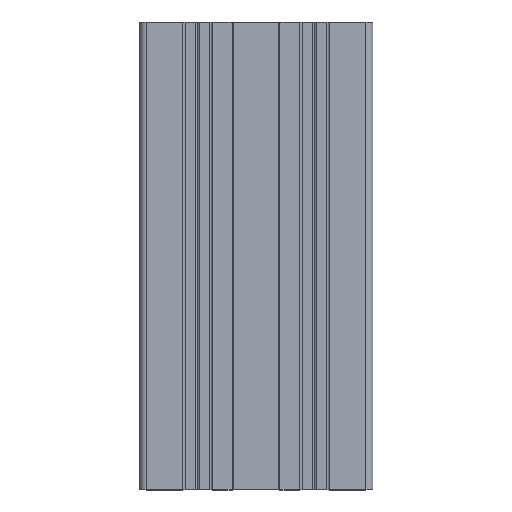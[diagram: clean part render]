
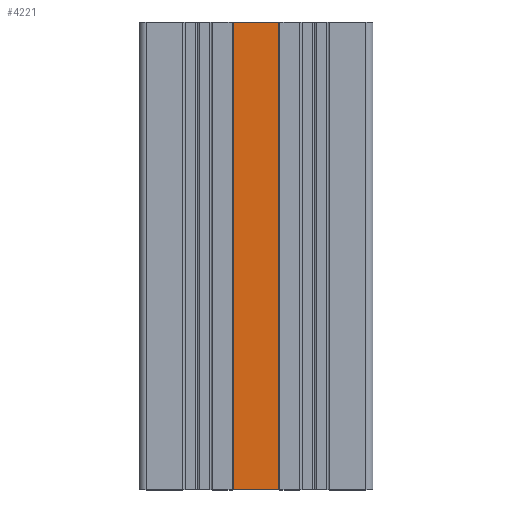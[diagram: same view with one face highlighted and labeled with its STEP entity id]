
A CAD part, top view. The second image highlights one B-rep face of the part: STEP entity #4221.
In plain terms, the highlighted planar face has unit normal (0, 0, 1).
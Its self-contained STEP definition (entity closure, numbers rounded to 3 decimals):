
#788 = PLANE ( 'NONE',  #3288 ) ;
#880 = ORIENTED_EDGE ( 'NONE', *, *, #12783, .F. ) ;
#952 = EDGE_CURVE ( 'NONE', #10139, #8695, #1936, .T. ) ;
#1342 = DIRECTION ( 'NONE',  ( 0., 1., 0. ) ) ;
#1582 = DIRECTION ( 'NONE',  ( 1., 0., 0. ) ) ;
#1936 = LINE ( 'NONE', #3514, #5960 ) ;
#2471 = EDGE_LOOP ( 'NONE', ( #9292, #9259, #880, #7045 ) ) ;
#2706 = CARTESIAN_POINT ( 'NONE',  ( -9.8, 0., 24. ) ) ;
#2922 = LINE ( 'NONE', #9883, #9189 ) ;
#3288 = AXIS2_PLACEMENT_3D ( 'NONE', #2706, #7965, #9903 ) ;
#3514 = CARTESIAN_POINT ( 'NONE',  ( -9.8, 0., 24. ) ) ;
#3526 = CARTESIAN_POINT ( 'NONE',  ( 9.8, 0., 24. ) ) ;
#3730 = DIRECTION ( 'NONE',  ( 1., 0., 0. ) ) ;
#3845 = CARTESIAN_POINT ( 'NONE',  ( -9.8, 0., 24. ) ) ;
#4221 = ADVANCED_FACE ( 'NONE', ( #12368 ), #788, .T. ) ;
#4469 = VECTOR ( 'NONE', #1342, 1000. ) ;
#4546 = VERTEX_POINT ( 'NONE', #7687 ) ;
#4656 = EDGE_CURVE ( 'NONE', #12709, #10139, #4835, .T. ) ;
#4835 = LINE ( 'NONE', #3845, #9980 ) ;
#5960 = VECTOR ( 'NONE', #3730, 1000. ) ;
#5986 = DIRECTION ( 'NONE',  ( 0., -1., 0. ) ) ;
#6434 = CARTESIAN_POINT ( 'NONE',  ( -9.8, 0., 24. ) ) ;
#6447 = CARTESIAN_POINT ( 'NONE',  ( 9.8, 0., 24. ) ) ;
#7045 = ORIENTED_EDGE ( 'NONE', *, *, #4656, .T. ) ;
#7687 = CARTESIAN_POINT ( 'NONE',  ( 9.8, 200., 24. ) ) ;
#7965 = DIRECTION ( 'NONE',  ( 0., 0., 1. ) ) ;
#8695 = VERTEX_POINT ( 'NONE', #3526 ) ;
#9189 = VECTOR ( 'NONE', #1582, 1000. ) ;
#9259 = ORIENTED_EDGE ( 'NONE', *, *, #9754, .T. ) ;
#9292 = ORIENTED_EDGE ( 'NONE', *, *, #952, .T. ) ;
#9754 = EDGE_CURVE ( 'NONE', #8695, #4546, #12817, .T. ) ;
#9883 = CARTESIAN_POINT ( 'NONE',  ( 0., 200., 24. ) ) ;
#9903 = DIRECTION ( 'NONE',  ( 1., 0., 0. ) ) ;
#9980 = VECTOR ( 'NONE', #5986, 1000. ) ;
#10139 = VERTEX_POINT ( 'NONE', #6434 ) ;
#10828 = CARTESIAN_POINT ( 'NONE',  ( -9.8, 200., 24. ) ) ;
#12368 = FACE_OUTER_BOUND ( 'NONE', #2471, .T. ) ;
#12709 = VERTEX_POINT ( 'NONE', #10828 ) ;
#12783 = EDGE_CURVE ( 'NONE', #12709, #4546, #2922, .T. ) ;
#12817 = LINE ( 'NONE', #6447, #4469 ) ;
